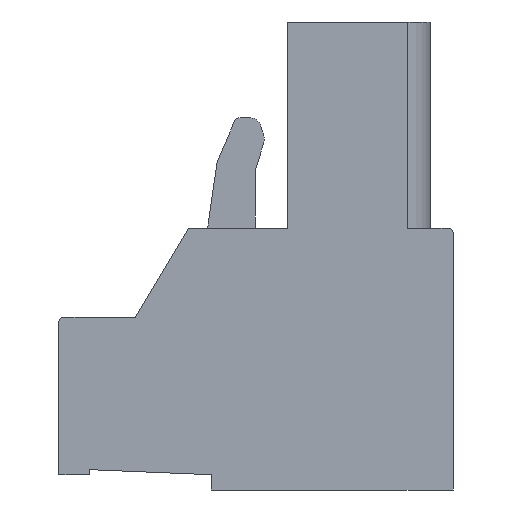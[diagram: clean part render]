
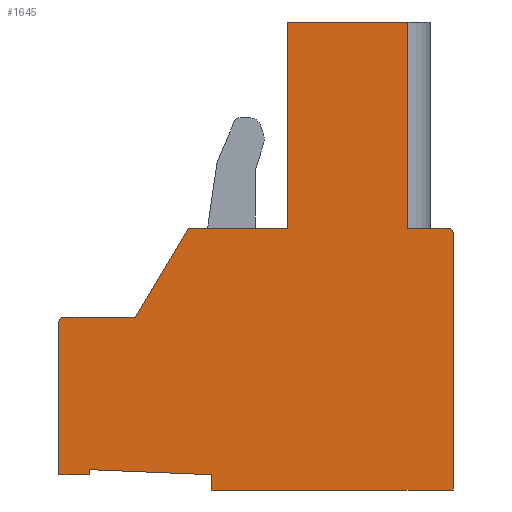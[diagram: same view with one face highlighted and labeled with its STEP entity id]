
A CAD part, left-side view. The second image highlights one B-rep face of the part: STEP entity #1645.
In plain terms, the highlighted planar face has unit normal (-1, 0, 0).
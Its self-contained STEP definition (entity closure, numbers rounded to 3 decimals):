
#2=CARTESIAN_POINT('',(-5.08,-3.05,-8.3));
#3=DIRECTION('',(-1.,0.,0.));
#4=DIRECTION('',(0.,-1.,0.));
#5=AXIS2_PLACEMENT_3D('',#2,#3,#4);
#7=DIRECTION('',(0.,0.,-1.));
#8=VECTOR('',#7,10.1);
#9=CARTESIAN_POINT('',(-5.08,-3.25,-8.3));
#10=LINE('',#9,#8);
#11=DIRECTION('',(0.,1.,0.));
#12=VECTOR('',#11,9.5);
#13=CARTESIAN_POINT('',(-5.08,-3.25,-18.4));
#14=LINE('',#13,#12);
#15=DIRECTION('',(0.,0.,1.));
#16=VECTOR('',#15,0.6);
#17=CARTESIAN_POINT('',(-5.08,6.25,-18.4));
#18=LINE('',#17,#16);
#19=DIRECTION('',(0.,0.999,0.042));
#20=VECTOR('',#19,4.804);
#21=CARTESIAN_POINT('',(-5.08,6.25,-17.8));
#22=LINE('',#21,#20);
#23=DIRECTION('',(0.,0.,-1.));
#24=VECTOR('',#23,0.2);
#25=CARTESIAN_POINT('',(-5.08,11.05,-17.6));
#26=LINE('',#25,#24);
#27=DIRECTION('',(0.,1.,0.));
#28=VECTOR('',#27,1.2);
#29=CARTESIAN_POINT('',(-5.08,11.05,-17.8));
#30=LINE('',#29,#28);
#31=DIRECTION('',(0.,0.,1.));
#32=VECTOR('',#31,6.);
#33=CARTESIAN_POINT('',(-5.08,12.25,-17.8));
#34=LINE('',#33,#32);
#35=CARTESIAN_POINT('',(-5.08,12.05,-11.8));
#36=DIRECTION('',(-1.,0.,0.));
#37=DIRECTION('',(0.,0.,1.));
#38=AXIS2_PLACEMENT_3D('',#35,#36,#37);
#40=DIRECTION('',(0.,-1.,0.));
#41=VECTOR('',#40,2.8);
#42=CARTESIAN_POINT('',(-5.08,12.05,-11.6));
#43=LINE('',#42,#41);
#44=DIRECTION('',(0.,-0.514,0.857));
#45=VECTOR('',#44,4.082);
#46=CARTESIAN_POINT('',(-5.08,9.25,-11.6));
#47=LINE('',#46,#45);
#48=DIRECTION('',(0.,-1.,0.));
#49=VECTOR('',#48,3.9);
#50=CARTESIAN_POINT('',(-5.08,7.15,-8.1));
#51=LINE('',#50,#49);
#52=DIRECTION('',(0.,0.,1.));
#53=VECTOR('',#52,8.1);
#54=CARTESIAN_POINT('',(-5.08,3.25,-8.1));
#55=LINE('',#54,#53);
#56=DIRECTION('',(0.,-1.,0.));
#57=VECTOR('',#56,4.72);
#58=CARTESIAN_POINT('',(-5.08,3.25,0.));
#59=LINE('',#58,#57);
#60=DIRECTION('',(0.,0.,-1.));
#61=VECTOR('',#60,8.1);
#62=CARTESIAN_POINT('',(-5.08,-1.47,0.));
#63=LINE('',#62,#61);
#64=DIRECTION('',(0.,1.,0.));
#65=VECTOR('',#64,1.58);
#66=CARTESIAN_POINT('',(-5.08,-3.05,-8.1));
#67=LINE('',#66,#65);
#1254=CARTESIAN_POINT('',(-5.08,-3.25,-18.4));
#1255=CARTESIAN_POINT('',(-5.08,6.25,-18.4));
#1256=VERTEX_POINT('',#1254);
#1257=VERTEX_POINT('',#1255);
#1258=CARTESIAN_POINT('',(-5.08,6.25,-17.8));
#1259=VERTEX_POINT('',#1258);
#1260=CARTESIAN_POINT('',(-5.08,11.05,-17.6));
#1261=VERTEX_POINT('',#1260);
#1262=CARTESIAN_POINT('',(-5.08,7.15,-8.1));
#1263=CARTESIAN_POINT('',(-5.08,3.25,-8.1));
#1264=VERTEX_POINT('',#1262);
#1265=VERTEX_POINT('',#1263);
#1266=CARTESIAN_POINT('',(-5.08,3.25,0.));
#1267=VERTEX_POINT('',#1266);
#1300=CARTESIAN_POINT('',(-5.08,-1.47,0.));
#1301=VERTEX_POINT('',#1300);
#1302=CARTESIAN_POINT('',(-5.08,-1.47,-8.1));
#1303=VERTEX_POINT('',#1302);
#1352=CARTESIAN_POINT('',(-5.08,11.05,-17.8));
#1353=VERTEX_POINT('',#1352);
#1354=CARTESIAN_POINT('',(-5.08,12.25,-17.8));
#1355=VERTEX_POINT('',#1354);
#1456=CARTESIAN_POINT('',(-5.08,9.25,-11.6));
#1457=VERTEX_POINT('',#1456);
#1594=CARTESIAN_POINT('',(-5.08,-3.25,-8.3));
#1595=VERTEX_POINT('',#1594);
#1596=CARTESIAN_POINT('',(-5.08,-3.05,-8.1));
#1597=VERTEX_POINT('',#1596);
#1598=CARTESIAN_POINT('',(-5.08,12.05,-11.6));
#1599=CARTESIAN_POINT('',(-5.08,12.25,-11.8));
#1600=VERTEX_POINT('',#1598);
#1601=VERTEX_POINT('',#1599);
#1606=CARTESIAN_POINT('',(-5.08,0.,0.));
#1607=DIRECTION('',(1.,0.,0.));
#1608=DIRECTION('',(0.,0.,-1.));
#1609=AXIS2_PLACEMENT_3D('',#1606,#1607,#1608);
#1610=PLANE('',#1609);
#1612=ORIENTED_EDGE('',*,*,#1611,.F.);
#1614=ORIENTED_EDGE('',*,*,#1613,.T.);
#1616=ORIENTED_EDGE('',*,*,#1615,.T.);
#1618=ORIENTED_EDGE('',*,*,#1617,.T.);
#1620=ORIENTED_EDGE('',*,*,#1619,.T.);
#1622=ORIENTED_EDGE('',*,*,#1621,.T.);
#1624=ORIENTED_EDGE('',*,*,#1623,.T.);
#1626=ORIENTED_EDGE('',*,*,#1625,.T.);
#1628=ORIENTED_EDGE('',*,*,#1627,.F.);
#1630=ORIENTED_EDGE('',*,*,#1629,.T.);
#1632=ORIENTED_EDGE('',*,*,#1631,.T.);
#1634=ORIENTED_EDGE('',*,*,#1633,.T.);
#1636=ORIENTED_EDGE('',*,*,#1635,.T.);
#1638=ORIENTED_EDGE('',*,*,#1637,.T.);
#1640=ORIENTED_EDGE('',*,*,#1639,.T.);
#1642=ORIENTED_EDGE('',*,*,#1641,.F.);
#1643=EDGE_LOOP('',(#1612,#1614,#1616,#1618,#1620,#1622,#1624,#1626,#1628,#1630,
#1632,#1634,#1636,#1638,#1640,#1642));
#1644=FACE_OUTER_BOUND('',#1643,.F.);
#6=CIRCLE('',#5,0.2);
#39=CIRCLE('',#38,0.2);
#1611=EDGE_CURVE('',#1595,#1597,#6,.T.);
#1613=EDGE_CURVE('',#1595,#1256,#10,.T.);
#1615=EDGE_CURVE('',#1256,#1257,#14,.T.);
#1617=EDGE_CURVE('',#1257,#1259,#18,.T.);
#1619=EDGE_CURVE('',#1259,#1261,#22,.T.);
#1621=EDGE_CURVE('',#1261,#1353,#26,.T.);
#1623=EDGE_CURVE('',#1353,#1355,#30,.T.);
#1625=EDGE_CURVE('',#1355,#1601,#34,.T.);
#1627=EDGE_CURVE('',#1600,#1601,#39,.T.);
#1629=EDGE_CURVE('',#1600,#1457,#43,.T.);
#1631=EDGE_CURVE('',#1457,#1264,#47,.T.);
#1633=EDGE_CURVE('',#1264,#1265,#51,.T.);
#1635=EDGE_CURVE('',#1265,#1267,#55,.T.);
#1637=EDGE_CURVE('',#1267,#1301,#59,.T.);
#1639=EDGE_CURVE('',#1301,#1303,#63,.T.);
#1641=EDGE_CURVE('',#1597,#1303,#67,.T.);
#1645=ADVANCED_FACE('',(#1644),#1610,.F.);
